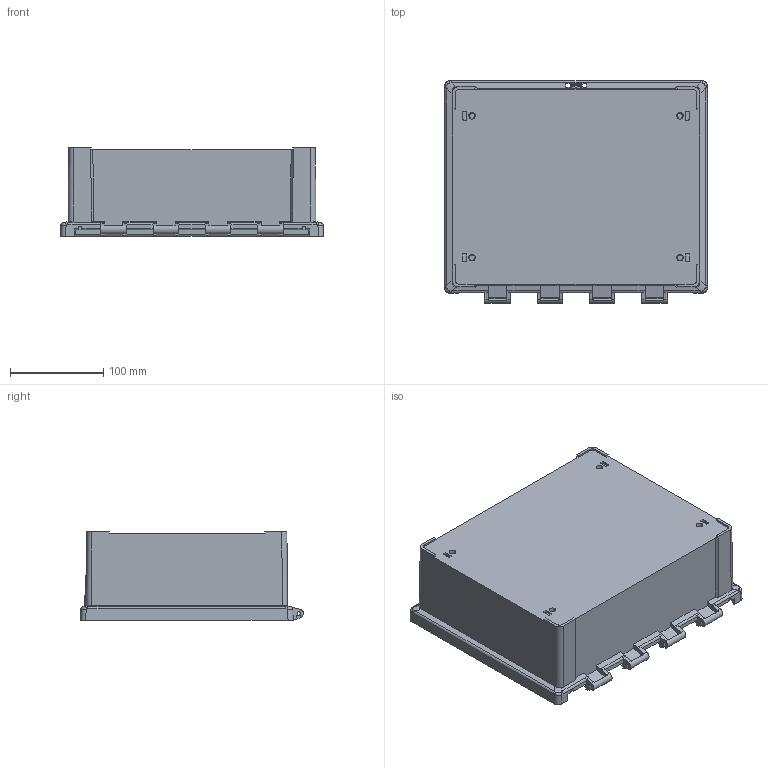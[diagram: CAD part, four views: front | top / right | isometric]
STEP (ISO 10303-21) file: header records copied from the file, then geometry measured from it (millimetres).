
FILE_DESCRIPTION (( 'STEP AP214' ), '1' );
FILE_NAME ('10x8x4_hinge_base.STEP', '2016-02-03T12:33:51', ( '' ), ( '' ), 'SwSTEP 2.0', 'SolidWorks 2015', '' );
FILE_SCHEMA (( 'AUTOMOTIVE_DESIGN' ));
Length unit declared in the file: millimetre
Products named in the file (1): 10x8x4_hinge_base
Bounding box: 282 x 238.96 x 94.85 mm (x, y, z)
Volume: 661707.1 mm3; surface area: 317001.4 mm2
Topology: 1 solids, 5 shells, 517 faces, 1445 edges, 950 vertices
Faces by surface type: plane 294, cylinder 95, cone 78, bspline 50
Entity records: 18975 total; most frequent: CARTESIAN_POINT 6324, ORIENTED_EDGE 2890, DIRECTION 2337, EDGE_CURVE 1445, VERTEX_POINT 950, LINE 863, VECTOR 863, AXIS2_PLACEMENT_3D 737
